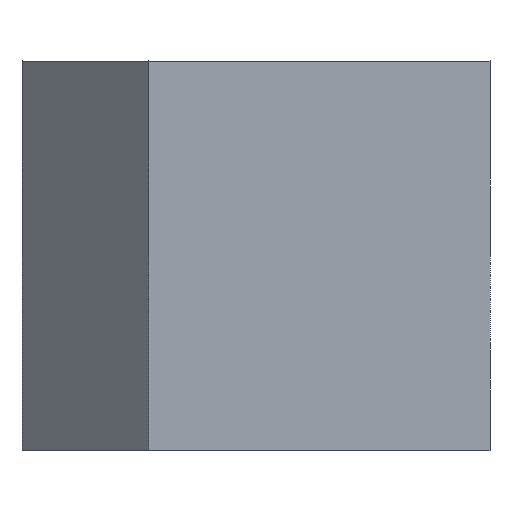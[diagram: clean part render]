
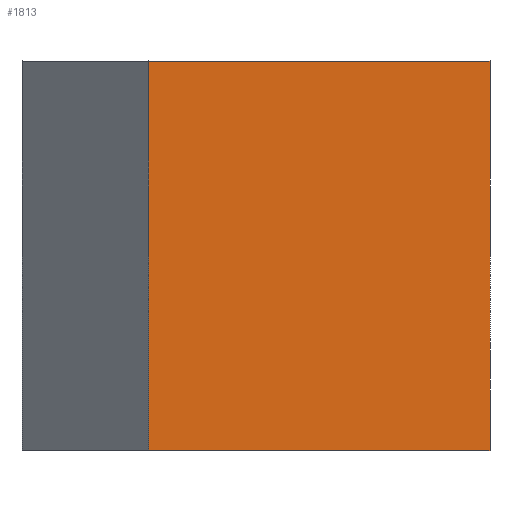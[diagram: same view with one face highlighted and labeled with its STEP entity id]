
A CAD part, left-side view. The second image highlights one B-rep face of the part: STEP entity #1813.
In plain terms, the highlighted planar face has unit normal (-1, 0, 0).
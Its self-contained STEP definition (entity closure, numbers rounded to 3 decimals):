
#91 = ORIENTED_EDGE ( 'NONE', *, *, #1779, .F. ) ;
#103 = DIRECTION ( 'NONE',  ( 0., 0., -1. ) ) ;
#124 = CARTESIAN_POINT ( 'NONE',  ( -33., 0., 0. ) ) ;
#128 = VECTOR ( 'NONE', #662, 1000. ) ;
#186 = ORIENTED_EDGE ( 'NONE', *, *, #362, .T. ) ;
#272 = VECTOR ( 'NONE', #993, 1000. ) ;
#275 = VERTEX_POINT ( 'NONE', #319 ) ;
#280 = AXIS2_PLACEMENT_3D ( 'NONE', #560, #1022, #103 ) ;
#319 = CARTESIAN_POINT ( 'NONE',  ( -33., 0., -40. ) ) ;
#362 = EDGE_CURVE ( 'NONE', #275, #1974, #1043, .T. ) ;
#497 = VERTEX_POINT ( 'NONE', #1098 ) ;
#556 = CARTESIAN_POINT ( 'NONE',  ( -33., 0., -40. ) ) ;
#560 = CARTESIAN_POINT ( 'NONE',  ( -33., 0., -40. ) ) ;
#662 = DIRECTION ( 'NONE',  ( 0., 0., 1. ) ) ;
#690 = CARTESIAN_POINT ( 'NONE',  ( -33., 35., -40. ) ) ;
#747 = EDGE_CURVE ( 'NONE', #497, #1646, #1453, .T. ) ;
#768 = VECTOR ( 'NONE', #865, 1000. ) ;
#865 = DIRECTION ( 'NONE',  ( 0., 1., 0. ) ) ;
#993 = DIRECTION ( 'NONE',  ( 0., 0., 1. ) ) ;
#1003 = CARTESIAN_POINT ( 'NONE',  ( -33., 0., -40. ) ) ;
#1015 = PLANE ( 'NONE',  #280 ) ;
#1022 = DIRECTION ( 'NONE',  ( 1., 0., 0. ) ) ;
#1043 = LINE ( 'NONE', #1003, #128 ) ;
#1095 = CARTESIAN_POINT ( 'NONE',  ( -33., 35., 0. ) ) ;
#1098 = CARTESIAN_POINT ( 'NONE',  ( -33., 35., -40. ) ) ;
#1125 = FACE_OUTER_BOUND ( 'NONE', #1691, .T. ) ;
#1170 = LINE ( 'NONE', #556, #768 ) ;
#1203 = DIRECTION ( 'NONE',  ( 0., 1., 0. ) ) ;
#1293 = ORIENTED_EDGE ( 'NONE', *, *, #1922, .T. ) ;
#1294 = VECTOR ( 'NONE', #1203, 1000. ) ;
#1453 = LINE ( 'NONE', #690, #272 ) ;
#1466 = ORIENTED_EDGE ( 'NONE', *, *, #747, .F. ) ;
#1646 = VERTEX_POINT ( 'NONE', #1095 ) ;
#1676 = CARTESIAN_POINT ( 'NONE',  ( -33., 0., 0. ) ) ;
#1691 = EDGE_LOOP ( 'NONE', ( #1293, #1466, #91, #186 ) ) ;
#1703 = LINE ( 'NONE', #124, #1294 ) ;
#1779 = EDGE_CURVE ( 'NONE', #275, #497, #1170, .T. ) ;
#1813 = ADVANCED_FACE ( 'NONE', ( #1125 ), #1015, .F. ) ;
#1922 = EDGE_CURVE ( 'NONE', #1974, #1646, #1703, .T. ) ;
#1974 = VERTEX_POINT ( 'NONE', #1676 ) ;
